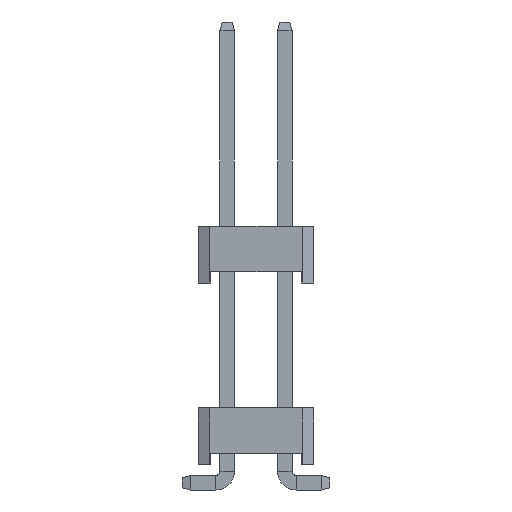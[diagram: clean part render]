
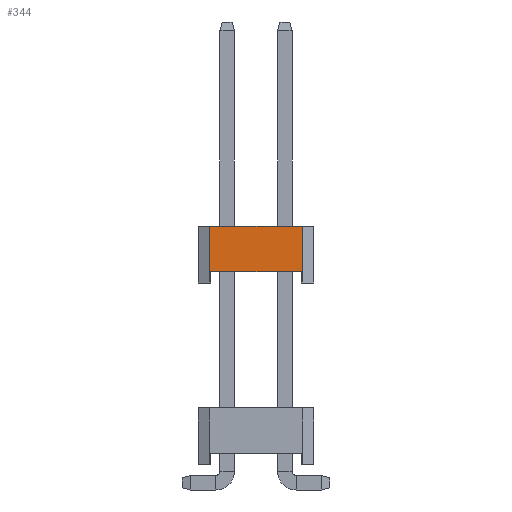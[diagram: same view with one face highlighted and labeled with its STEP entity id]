
A CAD part, left-side view. The second image highlights one B-rep face of the part: STEP entity #344.
In plain terms, the highlighted planar face has unit normal (-1, 0, 0).
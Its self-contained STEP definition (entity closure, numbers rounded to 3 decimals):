
#63 = CARTESIAN_POINT ( 'NONE',  ( -5.08, -2.04, 17.5 ) ) ;
#66 = ORIENTED_EDGE ( 'NONE', *, *, #2245, .F. ) ;
#344 = ADVANCED_FACE ( 'NONE', ( #1145 ), #14016, .F. ) ;
#381 = CARTESIAN_POINT ( 'NONE',  ( -5.08, 2.04, 8. ) ) ;
#584 = ORIENTED_EDGE ( 'NONE', *, *, #13437, .F. ) ;
#715 = VERTEX_POINT ( 'NONE', #10313 ) ;
#747 = VERTEX_POINT ( 'NONE', #6235 ) ;
#1145 = FACE_OUTER_BOUND ( 'NONE', #6650, .T. ) ;
#1668 = EDGE_CURVE ( 'NONE', #14865, #5205, #3144, .T. ) ;
#1765 = VERTEX_POINT ( 'NONE', #4579 ) ;
#1838 = AXIS2_PLACEMENT_3D ( 'NONE', #2730, #6493, #15292 ) ;
#2136 = EDGE_CURVE ( 'NONE', #8557, #715, #8387, .T. ) ;
#2245 = EDGE_CURVE ( 'NONE', #8557, #747, #2695, .T. ) ;
#2275 = VECTOR ( 'NONE', #3237, 1000. ) ;
#2695 = LINE ( 'NONE', #6384, #12569 ) ;
#2730 = CARTESIAN_POINT ( 'NONE',  ( -5.08, -2.54, 10.5 ) ) ;
#2762 = ORIENTED_EDGE ( 'NONE', *, *, #3947, .F. ) ;
#2927 = EDGE_CURVE ( 'NONE', #747, #10529, #12322, .T. ) ;
#3144 = LINE ( 'NONE', #8253, #2275 ) ;
#3237 = DIRECTION ( 'NONE',  ( 0., 0., -1. ) ) ;
#3947 = EDGE_CURVE ( 'NONE', #10529, #1765, #14602, .T. ) ;
#3993 = VECTOR ( 'NONE', #4711, 1000. ) ;
#4410 = ORIENTED_EDGE ( 'NONE', *, *, #1668, .T. ) ;
#4519 = ORIENTED_EDGE ( 'NONE', *, *, #2136, .T. ) ;
#4579 = CARTESIAN_POINT ( 'NONE',  ( -5.08, 2., 8. ) ) ;
#4684 = CARTESIAN_POINT ( 'NONE',  ( -5.08, 2., 8.5 ) ) ;
#4711 = DIRECTION ( 'NONE',  ( 0., 1., 0. ) ) ;
#5205 = VERTEX_POINT ( 'NONE', #381 ) ;
#5327 = VERTEX_POINT ( 'NONE', #13855 ) ;
#5524 = ORIENTED_EDGE ( 'NONE', *, *, #9345, .T. ) ;
#6164 = VECTOR ( 'NONE', #7380, 1000. ) ;
#6230 = DIRECTION ( 'NONE',  ( 0., -1., 0. ) ) ;
#6235 = CARTESIAN_POINT ( 'NONE',  ( -5.08, -2., 8.5 ) ) ;
#6304 = ORIENTED_EDGE ( 'NONE', *, *, #16470, .F. ) ;
#6384 = CARTESIAN_POINT ( 'NONE',  ( -5.08, -2., 8. ) ) ;
#6436 = CARTESIAN_POINT ( 'NONE',  ( -5.08, -2., 8. ) ) ;
#6493 = DIRECTION ( 'NONE',  ( 1., 0., 0. ) ) ;
#6650 = EDGE_LOOP ( 'NONE', ( #5524, #2762, #8821, #66, #4519, #6304, #584, #4410 ) ) ;
#7380 = DIRECTION ( 'NONE',  ( 0., -1., 0. ) ) ;
#7912 = DIRECTION ( 'NONE',  ( 0., 0., -1. ) ) ;
#8253 = CARTESIAN_POINT ( 'NONE',  ( -5.08, 2.04, 10.5 ) ) ;
#8334 = CARTESIAN_POINT ( 'NONE',  ( -5.08, -2.54, 10.5 ) ) ;
#8387 = LINE ( 'NONE', #13663, #6164 ) ;
#8557 = VERTEX_POINT ( 'NONE', #6436 ) ;
#8732 = LINE ( 'NONE', #13839, #11692 ) ;
#8780 = VECTOR ( 'NONE', #10115, 1000. ) ;
#8821 = ORIENTED_EDGE ( 'NONE', *, *, #2927, .F. ) ;
#8875 = CARTESIAN_POINT ( 'NONE',  ( -5.08, 2.04, 10.5 ) ) ;
#9345 = EDGE_CURVE ( 'NONE', #5205, #1765, #8732, .T. ) ;
#9491 = DIRECTION ( 'NONE',  ( 0., -1., 0. ) ) ;
#10115 = DIRECTION ( 'NONE',  ( 0., 0., -1. ) ) ;
#10313 = CARTESIAN_POINT ( 'NONE',  ( -5.08, -2.04, 8. ) ) ;
#10529 = VERTEX_POINT ( 'NONE', #4684 ) ;
#11482 = DIRECTION ( 'NONE',  ( 0., 0., 1. ) ) ;
#11692 = VECTOR ( 'NONE', #6230, 1000. ) ;
#12259 = LINE ( 'NONE', #8334, #13825 ) ;
#12322 = LINE ( 'NONE', #12644, #3993 ) ;
#12569 = VECTOR ( 'NONE', #11482, 1000. ) ;
#12644 = CARTESIAN_POINT ( 'NONE',  ( -5.08, 2., 8.5 ) ) ;
#12749 = VECTOR ( 'NONE', #7912, 1000. ) ;
#13437 = EDGE_CURVE ( 'NONE', #14865, #5327, #12259, .T. ) ;
#13663 = CARTESIAN_POINT ( 'NONE',  ( -5.08, -2.54, 8. ) ) ;
#13825 = VECTOR ( 'NONE', #9491, 1000. ) ;
#13839 = CARTESIAN_POINT ( 'NONE',  ( -5.08, -2.54, 8. ) ) ;
#13855 = CARTESIAN_POINT ( 'NONE',  ( -5.08, -2.04, 10.5 ) ) ;
#14016 = PLANE ( 'NONE',  #1838 ) ;
#14447 = CARTESIAN_POINT ( 'NONE',  ( -5.08, 2., 8. ) ) ;
#14602 = LINE ( 'NONE', #14447, #12749 ) ;
#14865 = VERTEX_POINT ( 'NONE', #8875 ) ;
#15292 = DIRECTION ( 'NONE',  ( 0., 0., -1. ) ) ;
#16470 = EDGE_CURVE ( 'NONE', #5327, #715, #16568, .T. ) ;
#16568 = LINE ( 'NONE', #63, #8780 ) ;
